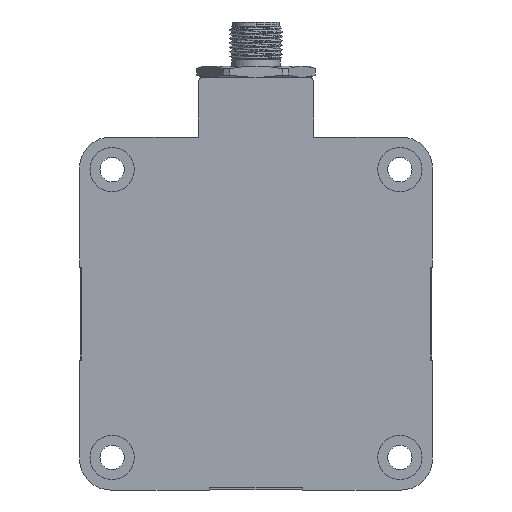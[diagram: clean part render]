
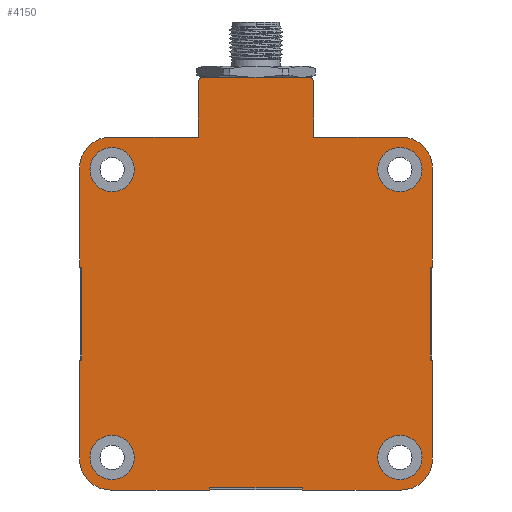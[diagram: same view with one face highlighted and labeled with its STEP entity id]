
A CAD part, front view. The second image highlights one B-rep face of the part: STEP entity #4150.
In plain terms, the highlighted planar face has unit normal (0, -1, 0).
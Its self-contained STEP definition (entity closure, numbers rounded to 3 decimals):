
#3456=PLANE('',#12456);
#3641=FACE_BOUND('',#5199,.T.);
#3642=FACE_BOUND('',#5200,.T.);
#3643=FACE_BOUND('',#5201,.T.);
#3644=FACE_BOUND('',#5202,.T.);
#3645=FACE_BOUND('',#5203,.T.);
#4150=ADVANCED_FACE('',(#3641,#3642,#3643,#3644,#3645),#3456,.F.);
#5199=EDGE_LOOP('',(#7304,#7305,#7306,#7307,#7308,#7309,#7310,#7311,#7312,
#7313,#7314,#7315,#7316,#7317,#7318,#7319,#7320,#7321,#7322,#7323,#7324,
#7325,#7326,#7327,#7328,#7329));
#5200=EDGE_LOOP('',(#7330,#7331));
#5201=EDGE_LOOP('',(#7332,#7333));
#5202=EDGE_LOOP('',(#7334,#7335));
#5203=EDGE_LOOP('',(#7336,#7337));
#5757=LINE('',#17871,#6398);
#5760=LINE('',#17879,#6401);
#5765=LINE('',#17895,#6406);
#5767=LINE('',#17901,#6408);
#5768=LINE('',#17905,#6409);
#5769=LINE('',#17907,#6410);
#5770=LINE('',#17909,#6411);
#5771=LINE('',#17911,#6412);
#5772=LINE('',#17913,#6413);
#5773=LINE('',#17917,#6414);
#5774=LINE('',#17919,#6415);
#5775=LINE('',#17921,#6416);
#5776=LINE('',#17923,#6417);
#5777=LINE('',#17925,#6418);
#5778=LINE('',#17929,#6419);
#5779=LINE('',#17931,#6420);
#5780=LINE('',#17933,#6421);
#5781=LINE('',#17935,#6422);
#5782=LINE('',#17937,#6423);
#5783=LINE('',#17941,#6424);
#6398=VECTOR('',#13661,1.);
#6401=VECTOR('',#13670,1.);
#6406=VECTOR('',#13685,1.);
#6408=VECTOR('',#13693,1.);
#6409=VECTOR('',#13696,1.);
#6410=VECTOR('',#13697,1.);
#6411=VECTOR('',#13698,1.);
#6412=VECTOR('',#13699,1.);
#6413=VECTOR('',#13700,1.);
#6414=VECTOR('',#13703,1.);
#6415=VECTOR('',#13704,1.);
#6416=VECTOR('',#13705,1.);
#6417=VECTOR('',#13706,1.);
#6418=VECTOR('',#13707,1.);
#6419=VECTOR('',#13710,1.);
#6420=VECTOR('',#13711,1.);
#6421=VECTOR('',#13712,1.);
#6422=VECTOR('',#13713,1.);
#6423=VECTOR('',#13714,1.);
#6424=VECTOR('',#13717,1.);
#7304=ORIENTED_EDGE('',*,*,#10656,.F.);
#7305=ORIENTED_EDGE('',*,*,#10659,.F.);
#7306=ORIENTED_EDGE('',*,*,#10660,.T.);
#7307=ORIENTED_EDGE('',*,*,#10661,.F.);
#7308=ORIENTED_EDGE('',*,*,#10662,.T.);
#7309=ORIENTED_EDGE('',*,*,#10663,.T.);
#7310=ORIENTED_EDGE('',*,*,#10664,.F.);
#7311=ORIENTED_EDGE('',*,*,#10665,.F.);
#7312=ORIENTED_EDGE('',*,*,#10666,.T.);
#7313=ORIENTED_EDGE('',*,*,#10667,.F.);
#7314=ORIENTED_EDGE('',*,*,#10668,.T.);
#7315=ORIENTED_EDGE('',*,*,#10669,.T.);
#7316=ORIENTED_EDGE('',*,*,#10670,.F.);
#7317=ORIENTED_EDGE('',*,*,#10671,.F.);
#7318=ORIENTED_EDGE('',*,*,#10672,.T.);
#7319=ORIENTED_EDGE('',*,*,#10673,.F.);
#7320=ORIENTED_EDGE('',*,*,#10674,.T.);
#7321=ORIENTED_EDGE('',*,*,#10675,.T.);
#7322=ORIENTED_EDGE('',*,*,#10676,.F.);
#7323=ORIENTED_EDGE('',*,*,#10677,.F.);
#7324=ORIENTED_EDGE('',*,*,#10678,.T.);
#7325=ORIENTED_EDGE('',*,*,#10679,.F.);
#7326=ORIENTED_EDGE('',*,*,#10648,.T.);
#7327=ORIENTED_EDGE('',*,*,#10646,.T.);
#7328=ORIENTED_EDGE('',*,*,#10644,.F.);
#7329=ORIENTED_EDGE('',*,*,#10658,.T.);
#7330=ORIENTED_EDGE('',*,*,#10680,.T.);
#7331=ORIENTED_EDGE('',*,*,#10681,.T.);
#7332=ORIENTED_EDGE('',*,*,#10682,.T.);
#7333=ORIENTED_EDGE('',*,*,#10683,.T.);
#7334=ORIENTED_EDGE('',*,*,#10684,.T.);
#7335=ORIENTED_EDGE('',*,*,#10685,.T.);
#7336=ORIENTED_EDGE('',*,*,#10686,.T.);
#7337=ORIENTED_EDGE('',*,*,#10687,.T.);
#9761=VERTEX_POINT('',#17870);
#9762=VERTEX_POINT('',#17872);
#9763=VERTEX_POINT('',#17876);
#9764=VERTEX_POINT('',#17880);
#9769=VERTEX_POINT('',#17894);
#9770=VERTEX_POINT('',#17896);
#9771=VERTEX_POINT('',#17902);
#9772=VERTEX_POINT('',#17904);
#9773=VERTEX_POINT('',#17906);
#9774=VERTEX_POINT('',#17908);
#9775=VERTEX_POINT('',#17910);
#9776=VERTEX_POINT('',#17912);
#9777=VERTEX_POINT('',#17914);
#9778=VERTEX_POINT('',#17916);
#9779=VERTEX_POINT('',#17918);
#9780=VERTEX_POINT('',#17920);
#9781=VERTEX_POINT('',#17922);
#9782=VERTEX_POINT('',#17924);
#9783=VERTEX_POINT('',#17926);
#9784=VERTEX_POINT('',#17928);
#9785=VERTEX_POINT('',#17930);
#9786=VERTEX_POINT('',#17932);
#9787=VERTEX_POINT('',#17934);
#9788=VERTEX_POINT('',#17936);
#9789=VERTEX_POINT('',#17938);
#9790=VERTEX_POINT('',#17940);
#9791=VERTEX_POINT('',#17943);
#9792=VERTEX_POINT('',#17944);
#9793=VERTEX_POINT('',#17947);
#9794=VERTEX_POINT('',#17948);
#9795=VERTEX_POINT('',#17951);
#9796=VERTEX_POINT('',#17952);
#9797=VERTEX_POINT('',#17955);
#9798=VERTEX_POINT('',#17956);
#10644=EDGE_CURVE('',#9761,#9762,#5757,.T.);
#10646=EDGE_CURVE('',#9763,#9762,#11824,.T.);
#10648=EDGE_CURVE('',#9764,#9763,#5760,.T.);
#10656=EDGE_CURVE('',#9769,#9770,#5765,.T.);
#10658=EDGE_CURVE('',#9761,#9770,#11828,.T.);
#10659=EDGE_CURVE('',#9771,#9769,#5767,.T.);
#10660=EDGE_CURVE('',#9771,#9772,#11829,.T.);
#10661=EDGE_CURVE('',#9773,#9772,#5768,.T.);
#10662=EDGE_CURVE('',#9773,#9774,#5769,.T.);
#10663=EDGE_CURVE('',#9774,#9775,#5770,.T.);
#10664=EDGE_CURVE('',#9776,#9775,#5771,.T.);
#10665=EDGE_CURVE('',#9777,#9776,#5772,.T.);
#10666=EDGE_CURVE('',#9777,#9778,#11830,.T.);
#10667=EDGE_CURVE('',#9779,#9778,#5773,.T.);
#10668=EDGE_CURVE('',#9779,#9780,#5774,.T.);
#10669=EDGE_CURVE('',#9780,#9781,#5775,.T.);
#10670=EDGE_CURVE('',#9782,#9781,#5776,.T.);
#10671=EDGE_CURVE('',#9783,#9782,#5777,.T.);
#10672=EDGE_CURVE('',#9783,#9784,#11831,.T.);
#10673=EDGE_CURVE('',#9785,#9784,#5778,.T.);
#10674=EDGE_CURVE('',#9785,#9786,#5779,.T.);
#10675=EDGE_CURVE('',#9786,#9787,#5780,.T.);
#10676=EDGE_CURVE('',#9788,#9787,#5781,.T.);
#10677=EDGE_CURVE('',#9789,#9788,#5782,.T.);
#10678=EDGE_CURVE('',#9789,#9790,#11832,.T.);
#10679=EDGE_CURVE('',#9764,#9790,#5783,.T.);
#10680=EDGE_CURVE('',#9791,#9792,#11833,.T.);
#10681=EDGE_CURVE('',#9792,#9791,#11834,.T.);
#10682=EDGE_CURVE('',#9793,#9794,#11835,.T.);
#10683=EDGE_CURVE('',#9794,#9793,#11836,.T.);
#10684=EDGE_CURVE('',#9795,#9796,#11837,.T.);
#10685=EDGE_CURVE('',#9796,#9795,#11838,.T.);
#10686=EDGE_CURVE('',#9797,#9798,#11839,.T.);
#10687=EDGE_CURVE('',#9798,#9797,#11840,.T.);
#11824=CIRCLE('',#12434,1.);
#11828=CIRCLE('',#12442,1.);
#11829=CIRCLE('',#12444,7.);
#11830=CIRCLE('',#12445,7.);
#11831=CIRCLE('',#12446,7.);
#11832=CIRCLE('',#12447,7.);
#11833=CIRCLE('',#12448,5.);
#11834=CIRCLE('',#12449,5.);
#11835=CIRCLE('',#12450,5.);
#11836=CIRCLE('',#12451,5.);
#11837=CIRCLE('',#12452,5.);
#11838=CIRCLE('',#12453,5.);
#11839=CIRCLE('',#12454,5.);
#11840=CIRCLE('',#12455,5.);
#12434=AXIS2_PLACEMENT_3D('',#17875,#13665,#13666);
#12442=AXIS2_PLACEMENT_3D('',#17899,#13689,#13690);
#12444=AXIS2_PLACEMENT_3D('',#17903,#13694,#13695);
#12445=AXIS2_PLACEMENT_3D('',#17915,#13701,#13702);
#12446=AXIS2_PLACEMENT_3D('',#17927,#13708,#13709);
#12447=AXIS2_PLACEMENT_3D('',#17939,#13715,#13716);
#12448=AXIS2_PLACEMENT_3D('',#17942,#13718,#13719);
#12449=AXIS2_PLACEMENT_3D('',#17945,#13720,#13721);
#12450=AXIS2_PLACEMENT_3D('',#17946,#13722,#13723);
#12451=AXIS2_PLACEMENT_3D('',#17949,#13724,#13725);
#12452=AXIS2_PLACEMENT_3D('',#17950,#13726,#13727);
#12453=AXIS2_PLACEMENT_3D('',#17953,#13728,#13729);
#12454=AXIS2_PLACEMENT_3D('',#17954,#13730,#13731);
#12455=AXIS2_PLACEMENT_3D('',#17957,#13732,#13733);
#12456=AXIS2_PLACEMENT_3D('',#17958,#13734,#13735);
#13661=DIRECTION('',(1.,0.,0.));
#13665=DIRECTION('',(0.,-1.,0.));
#13666=DIRECTION('',(1.,0.,0.));
#13670=DIRECTION('',(0.,0.,1.));
#13685=DIRECTION('',(0.,0.,1.));
#13689=DIRECTION('',(0.,-1.,0.));
#13690=DIRECTION('',(0.,0.,1.));
#13693=DIRECTION('',(1.,0.,0.));
#13694=DIRECTION('',(0.,-1.,0.));
#13695=DIRECTION('',(0.,0.,1.));
#13696=DIRECTION('',(0.,0.,1.));
#13697=DIRECTION('',(1.,0.,0.));
#13698=DIRECTION('',(0.,0.,-1.));
#13699=DIRECTION('',(1.,0.,0.));
#13700=DIRECTION('',(0.,0.,1.));
#13701=DIRECTION('',(0.,-1.,0.));
#13702=DIRECTION('',(-1.,0.,0.));
#13703=DIRECTION('',(-1.,0.,0.));
#13704=DIRECTION('',(0.,0.,1.));
#13705=DIRECTION('',(1.,0.,0.));
#13706=DIRECTION('',(0.,0.,1.));
#13707=DIRECTION('',(-1.,0.,0.));
#13708=DIRECTION('',(0.,-1.,0.));
#13709=DIRECTION('',(0.,0.,-1.));
#13710=DIRECTION('',(0.,0.,-1.));
#13711=DIRECTION('',(-1.,0.,0.));
#13712=DIRECTION('',(0.,0.,1.));
#13713=DIRECTION('',(-1.,0.,0.));
#13714=DIRECTION('',(0.,0.,-1.));
#13715=DIRECTION('',(0.,-1.,0.));
#13716=DIRECTION('',(1.,0.,0.));
#13717=DIRECTION('',(1.,0.,0.));
#13718=DIRECTION('',(0.,1.,0.));
#13719=DIRECTION('',(-1.,0.,0.));
#13720=DIRECTION('',(0.,1.,0.));
#13721=DIRECTION('',(1.,0.,0.));
#13722=DIRECTION('',(0.,1.,0.));
#13723=DIRECTION('',(-1.,0.,0.));
#13724=DIRECTION('',(0.,1.,0.));
#13725=DIRECTION('',(1.,0.,0.));
#13726=DIRECTION('',(0.,1.,0.));
#13727=DIRECTION('',(-1.,0.,0.));
#13728=DIRECTION('',(0.,1.,0.));
#13729=DIRECTION('',(1.,0.,0.));
#13730=DIRECTION('',(0.,1.,0.));
#13731=DIRECTION('',(-1.,0.,0.));
#13732=DIRECTION('',(0.,1.,0.));
#13733=DIRECTION('',(1.,0.,0.));
#13734=DIRECTION('',(0.,1.,0.));
#13735=DIRECTION('',(-1.,0.,0.));
#17870=CARTESIAN_POINT('',(-12.,-26.5,53.35));
#17871=CARTESIAN_POINT('',(-12.,-26.5,53.35));
#17872=CARTESIAN_POINT('',(12.,-26.5,53.35));
#17875=CARTESIAN_POINT('',(12.,-26.5,52.35));
#17876=CARTESIAN_POINT('',(13.,-26.5,52.35));
#17879=CARTESIAN_POINT('',(13.,-26.5,39.85));
#17880=CARTESIAN_POINT('',(13.,-26.5,39.85));
#17894=CARTESIAN_POINT('',(-13.,-26.5,39.85));
#17895=CARTESIAN_POINT('',(-13.,-26.5,39.85));
#17896=CARTESIAN_POINT('',(-13.,-26.5,52.35));
#17899=CARTESIAN_POINT('',(-12.,-26.5,52.35));
#17901=CARTESIAN_POINT('',(-32.85,-26.5,39.85));
#17902=CARTESIAN_POINT('',(-32.85,-26.5,39.85));
#17903=CARTESIAN_POINT('',(-32.85,-26.5,32.85));
#17904=CARTESIAN_POINT('',(-39.85,-26.5,32.85));
#17905=CARTESIAN_POINT('',(-39.85,-26.5,10.5));
#17906=CARTESIAN_POINT('',(-39.85,-26.5,10.5));
#17907=CARTESIAN_POINT('',(-39.85,-26.5,10.5));
#17908=CARTESIAN_POINT('',(-39.35,-26.5,10.5));
#17909=CARTESIAN_POINT('',(-39.35,-26.5,10.5));
#17910=CARTESIAN_POINT('',(-39.35,-26.5,-10.5));
#17911=CARTESIAN_POINT('',(-39.85,-26.5,-10.5));
#17912=CARTESIAN_POINT('',(-39.85,-26.5,-10.5));
#17913=CARTESIAN_POINT('',(-39.85,-26.5,-32.85));
#17914=CARTESIAN_POINT('',(-39.85,-26.5,-32.85));
#17915=CARTESIAN_POINT('',(-32.85,-26.5,-32.85));
#17916=CARTESIAN_POINT('',(-32.85,-26.5,-39.85));
#17917=CARTESIAN_POINT('',(-10.5,-26.5,-39.85));
#17918=CARTESIAN_POINT('',(-10.5,-26.5,-39.85));
#17919=CARTESIAN_POINT('',(-10.5,-26.5,-39.85));
#17920=CARTESIAN_POINT('',(-10.5,-26.5,-39.35));
#17921=CARTESIAN_POINT('',(-10.5,-26.5,-39.35));
#17922=CARTESIAN_POINT('',(10.5,-26.5,-39.35));
#17923=CARTESIAN_POINT('',(10.5,-26.5,-39.85));
#17924=CARTESIAN_POINT('',(10.5,-26.5,-39.85));
#17925=CARTESIAN_POINT('',(32.85,-26.5,-39.85));
#17926=CARTESIAN_POINT('',(32.85,-26.5,-39.85));
#17927=CARTESIAN_POINT('',(32.85,-26.5,-32.85));
#17928=CARTESIAN_POINT('',(39.85,-26.5,-32.85));
#17929=CARTESIAN_POINT('',(39.85,-26.5,-10.5));
#17930=CARTESIAN_POINT('',(39.85,-26.5,-10.5));
#17931=CARTESIAN_POINT('',(39.85,-26.5,-10.5));
#17932=CARTESIAN_POINT('',(39.35,-26.5,-10.5));
#17933=CARTESIAN_POINT('',(39.35,-26.5,-10.5));
#17934=CARTESIAN_POINT('',(39.35,-26.5,10.5));
#17935=CARTESIAN_POINT('',(39.85,-26.5,10.5));
#17936=CARTESIAN_POINT('',(39.85,-26.5,10.5));
#17937=CARTESIAN_POINT('',(39.85,-26.5,32.85));
#17938=CARTESIAN_POINT('',(39.85,-26.5,32.85));
#17939=CARTESIAN_POINT('',(32.85,-26.5,32.85));
#17940=CARTESIAN_POINT('',(32.85,-26.5,39.85));
#17941=CARTESIAN_POINT('',(13.,-26.5,39.85));
#17942=CARTESIAN_POINT('',(-32.5,-26.5,-32.5));
#17943=CARTESIAN_POINT('',(-37.5,-26.5,-32.5));
#17944=CARTESIAN_POINT('',(-27.5,-26.5,-32.5));
#17945=CARTESIAN_POINT('',(-32.5,-26.5,-32.5));
#17946=CARTESIAN_POINT('',(32.5,-26.5,-32.5));
#17947=CARTESIAN_POINT('',(27.5,-26.5,-32.5));
#17948=CARTESIAN_POINT('',(37.5,-26.5,-32.5));
#17949=CARTESIAN_POINT('',(32.5,-26.5,-32.5));
#17950=CARTESIAN_POINT('',(-32.5,-26.5,32.5));
#17951=CARTESIAN_POINT('',(-37.5,-26.5,32.5));
#17952=CARTESIAN_POINT('',(-27.5,-26.5,32.5));
#17953=CARTESIAN_POINT('',(-32.5,-26.5,32.5));
#17954=CARTESIAN_POINT('',(32.5,-26.5,32.5));
#17955=CARTESIAN_POINT('',(27.5,-26.5,32.5));
#17956=CARTESIAN_POINT('',(37.5,-26.5,32.5));
#17957=CARTESIAN_POINT('',(32.5,-26.5,32.5));
#17958=CARTESIAN_POINT('',(0.,-26.5,0.));
